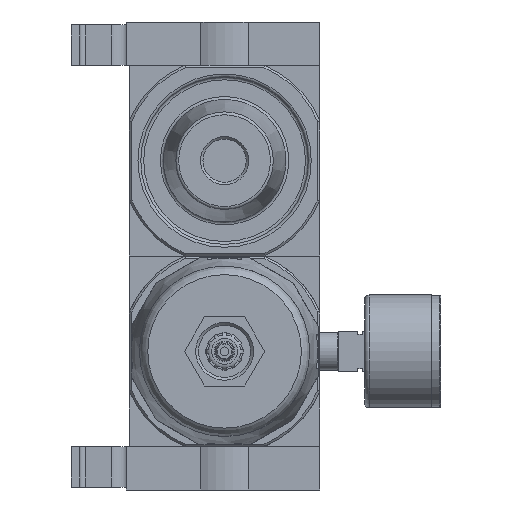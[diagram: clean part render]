
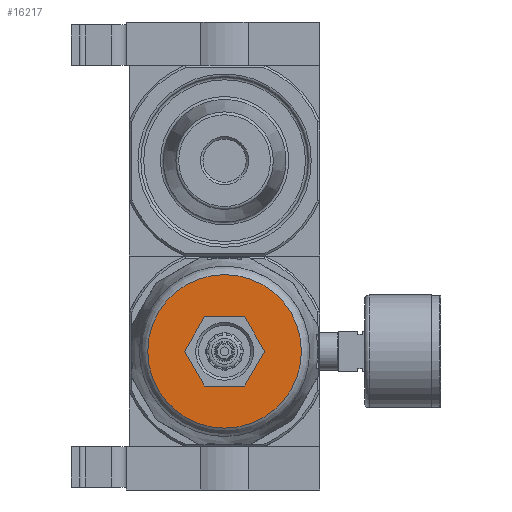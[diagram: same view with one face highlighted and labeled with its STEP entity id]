
A CAD part, front view. The second image highlights one B-rep face of the part: STEP entity #16217.
In plain terms, the highlighted planar face has unit normal (0, -1, 0).
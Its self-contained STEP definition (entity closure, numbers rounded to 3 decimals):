
#1523=CIRCLE('',#22505,26.576);
#5588=ORIENTED_EDGE('',*,*,#7970,.T.);
#5589=ORIENTED_EDGE('',*,*,#8119,.T.);
#5590=ORIENTED_EDGE('',*,*,#8134,.T.);
#5591=ORIENTED_EDGE('',*,*,#8131,.T.);
#5592=ORIENTED_EDGE('',*,*,#8128,.T.);
#5593=ORIENTED_EDGE('',*,*,#8125,.T.);
#5594=ORIENTED_EDGE('',*,*,#8122,.T.);
#7970=EDGE_CURVE('',#9674,#9674,#1523,.F.);
#8119=EDGE_CURVE('',#9757,#9756,#10956,.T.);
#8122=EDGE_CURVE('',#9759,#9757,#10959,.T.);
#8125=EDGE_CURVE('',#9761,#9759,#10962,.T.);
#8128=EDGE_CURVE('',#9763,#9761,#10965,.T.);
#8131=EDGE_CURVE('',#9765,#9763,#10968,.T.);
#8134=EDGE_CURVE('',#9756,#9765,#10971,.T.);
#9674=VERTEX_POINT('',#32183);
#9756=VERTEX_POINT('',#32687);
#9757=VERTEX_POINT('',#32689);
#9759=VERTEX_POINT('',#32695);
#9761=VERTEX_POINT('',#32701);
#9763=VERTEX_POINT('',#32707);
#9765=VERTEX_POINT('',#32713);
#10956=LINE('',#32688,#12106);
#10959=LINE('',#32694,#12109);
#10962=LINE('',#32700,#12112);
#10965=LINE('',#32706,#12115);
#10968=LINE('',#32712,#12118);
#10971=LINE('',#32717,#12121);
#12106=VECTOR('',#27066,1000.);
#12109=VECTOR('',#27071,1000.);
#12112=VECTOR('',#27076,1000.);
#12115=VECTOR('',#27081,1000.);
#12118=VECTOR('',#27086,1000.);
#12121=VECTOR('',#27091,1000.);
#13347=EDGE_LOOP('',(#5588));
#13348=EDGE_LOOP('',(#5589,#5590,#5591,#5592,#5593,#5594));
#14624=FACE_BOUND('',#13347,.T.);
#14625=FACE_BOUND('',#13348,.T.);
#15288=PLANE('',#22602);
#16217=ADVANCED_FACE('',(#14624,#14625),#15288,.F.);
#22505=AXIS2_PLACEMENT_3D('',#32182,#26810,#26811);
#22602=AXIS2_PLACEMENT_3D('',#32718,#27092,#27093);
#26810=DIRECTION('',(0.,1.,0.));
#26811=DIRECTION('',(0.,0.,1.));
#27066=DIRECTION('',(0.,0.,1.));
#27071=DIRECTION('',(-0.866,0.,0.5));
#27076=DIRECTION('',(-0.866,0.,-0.5));
#27081=DIRECTION('',(0.,0.,-1.));
#27086=DIRECTION('',(0.866,0.,-0.5));
#27091=DIRECTION('',(0.866,0.,0.5));
#27092=DIRECTION('',(0.,1.,0.));
#27093=DIRECTION('',(0.,0.,1.));
#32182=CARTESIAN_POINT('',(0.,-164.,0.));
#32183=CARTESIAN_POINT('',(0.,-164.,26.576));
#32687=CARTESIAN_POINT('',(-12.,-164.,6.928));
#32688=CARTESIAN_POINT('',(-12.,-164.,-6.928));
#32689=CARTESIAN_POINT('',(-12.,-164.,-6.928));
#32694=CARTESIAN_POINT('',(0.,-164.,-13.856));
#32695=CARTESIAN_POINT('',(0.,-164.,-13.856));
#32700=CARTESIAN_POINT('',(12.,-164.,-6.928));
#32701=CARTESIAN_POINT('',(12.,-164.,-6.928));
#32706=CARTESIAN_POINT('',(12.,-164.,6.928));
#32707=CARTESIAN_POINT('',(12.,-164.,6.928));
#32712=CARTESIAN_POINT('',(0.,-164.,13.856));
#32713=CARTESIAN_POINT('',(0.,-164.,13.856));
#32717=CARTESIAN_POINT('',(-12.,-164.,6.928));
#32718=CARTESIAN_POINT('',(0.,-164.,0.));
